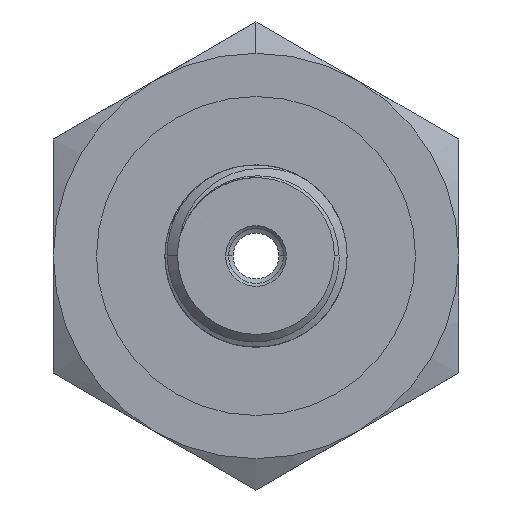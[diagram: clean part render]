
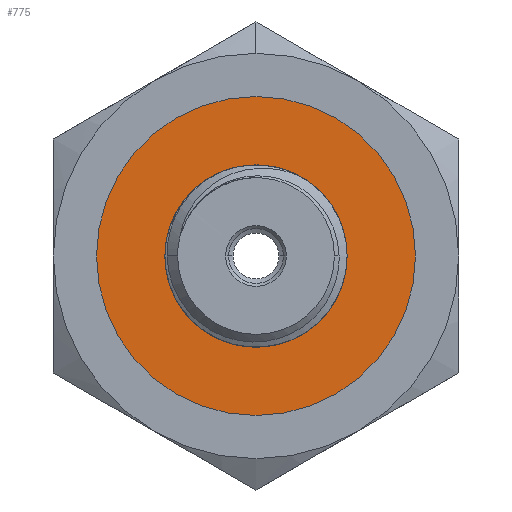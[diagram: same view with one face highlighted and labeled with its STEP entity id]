
A CAD part, front view. The second image highlights one B-rep face of the part: STEP entity #775.
In plain terms, the highlighted planar face has unit normal (0, -1, 0).
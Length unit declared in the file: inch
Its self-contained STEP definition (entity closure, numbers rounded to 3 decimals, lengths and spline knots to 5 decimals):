
#7 = CIRCLE ( 'NONE', #3626, 0.1545 ) ;
#292 = AXIS2_PLACEMENT_3D ( 'NONE', #3819, #5089, #386 ) ;
#386 = DIRECTION ( 'NONE',  ( -1., 0., 0. ) ) ;
#448 = FACE_BOUND ( 'NONE', #7017, .T. ) ;
#598 = CARTESIAN_POINT ( 'NONE',  ( 0., 0.316, 0. ) ) ;
#749 = AXIS2_PLACEMENT_3D ( 'NONE', #598, #6682, #8036 ) ;
#775 = ADVANCED_FACE ( 'NONE', ( #448, #7492 ), #3305, .T. ) ;
#782 = DIRECTION ( 'NONE',  ( -1., 0., 0. ) ) ;
#876 = CARTESIAN_POINT ( 'NONE',  ( 0., 0.316, 0. ) ) ;
#1016 = VERTEX_POINT ( 'NONE', #5799 ) ;
#1053 = EDGE_LOOP ( 'NONE', ( #6826, #2414 ) ) ;
#1110 = CARTESIAN_POINT ( 'NONE',  ( -0.1545, 0.316, 0. ) ) ;
#1221 = ORIENTED_EDGE ( 'NONE', *, *, #3160, .T. ) ;
#1453 = CARTESIAN_POINT ( 'NONE',  ( -0.2705, 0.316, 0. ) ) ;
#1588 = CARTESIAN_POINT ( 'NONE',  ( 0., 0.316, 0. ) ) ;
#2295 = DIRECTION ( 'NONE',  ( -1., 0., 0. ) ) ;
#2297 = VERTEX_POINT ( 'NONE', #1110 ) ;
#2414 = ORIENTED_EDGE ( 'NONE', *, *, #4851, .F. ) ;
#2784 = DIRECTION ( 'NONE',  ( 0., -1., 0. ) ) ;
#2894 = DIRECTION ( 'NONE',  ( 0., 1., 0. ) ) ;
#3151 = CIRCLE ( 'NONE', #749, 0.1545 ) ;
#3160 = EDGE_CURVE ( 'NONE', #2297, #3448, #7, .T. ) ;
#3305 = PLANE ( 'NONE',  #6947 ) ;
#3448 = VERTEX_POINT ( 'NONE', #7884 ) ;
#3626 = AXIS2_PLACEMENT_3D ( 'NONE', #876, #2894, #782 ) ;
#3796 = CIRCLE ( 'NONE', #292, 0.2705 ) ;
#3819 = CARTESIAN_POINT ( 'NONE',  ( 0., 0.316, 0. ) ) ;
#3895 = AXIS2_PLACEMENT_3D ( 'NONE', #1588, #6306, #2295 ) ;
#4045 = CARTESIAN_POINT ( 'NONE',  ( 0., 0.316, -0.1545 ) ) ;
#4851 = EDGE_CURVE ( 'NONE', #1016, #6804, #5786, .T. ) ;
#5086 = EDGE_CURVE ( 'NONE', #6804, #1016, #3796, .T. ) ;
#5089 = DIRECTION ( 'NONE',  ( 0., 1., 0. ) ) ;
#5773 = ORIENTED_EDGE ( 'NONE', *, *, #6359, .T. ) ;
#5786 = CIRCLE ( 'NONE', #3895, 0.2705 ) ;
#5799 = CARTESIAN_POINT ( 'NONE',  ( 0.2705, 0.316, 0. ) ) ;
#6306 = DIRECTION ( 'NONE',  ( 0., 1., 0. ) ) ;
#6359 = EDGE_CURVE ( 'NONE', #3448, #2297, #3151, .T. ) ;
#6682 = DIRECTION ( 'NONE',  ( 0., 1., 0. ) ) ;
#6804 = VERTEX_POINT ( 'NONE', #1453 ) ;
#6826 = ORIENTED_EDGE ( 'NONE', *, *, #5086, .F. ) ;
#6947 = AXIS2_PLACEMENT_3D ( 'NONE', #4045, #2784, #7427 ) ;
#7017 = EDGE_LOOP ( 'NONE', ( #1221, #5773 ) ) ;
#7427 = DIRECTION ( 'NONE',  ( 1., 0., 0. ) ) ;
#7492 = FACE_OUTER_BOUND ( 'NONE', #1053, .T. ) ;
#7884 = CARTESIAN_POINT ( 'NONE',  ( 0.1545, 0.316, 0. ) ) ;
#8036 = DIRECTION ( 'NONE',  ( -1., 0., 0. ) ) ;
